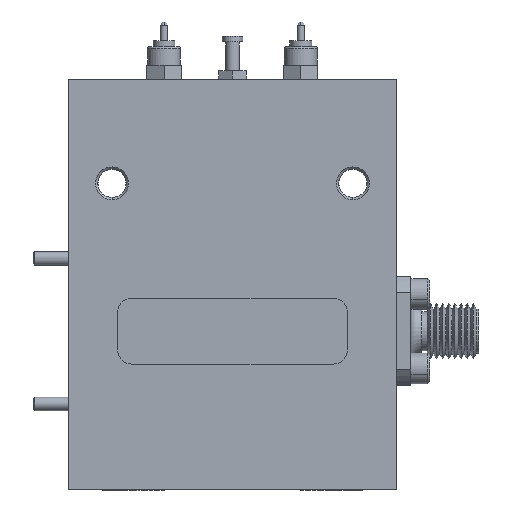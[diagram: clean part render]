
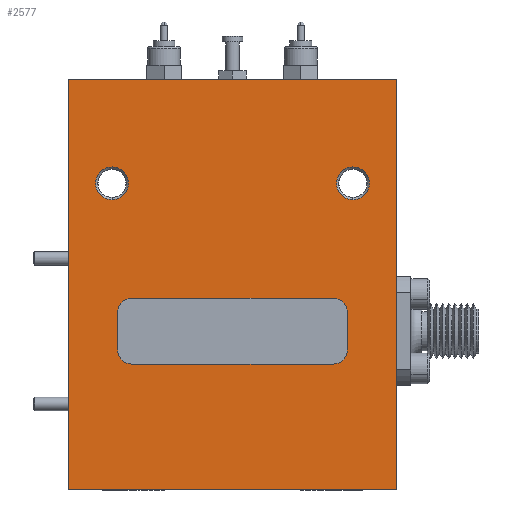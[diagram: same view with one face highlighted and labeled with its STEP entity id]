
A CAD part, front view. The second image highlights one B-rep face of the part: STEP entity #2577.
In plain terms, the highlighted planar face has unit normal (0, -1, 0).
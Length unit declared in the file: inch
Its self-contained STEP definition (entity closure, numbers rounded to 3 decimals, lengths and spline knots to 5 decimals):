
#187 = EDGE_LOOP ( 'NONE', ( #9024, #8900, #9006, #9062, #9007, #8906, #8990, #8880 ) ) ;
#197 = EDGE_LOOP ( 'NONE', ( #9049, #8907 ) ) ;
#224 = EDGE_LOOP ( 'NONE', ( #9031, #9032 ) ) ;
#238 = EDGE_LOOP ( 'NONE', ( #9071, #8873, #9016, #8895 ) ) ;
#583 = EDGE_CURVE ( 'NONE', #1864, #1893, #11606, .T. ) ;
#591 = EDGE_CURVE ( 'NONE', #1863, #1878, #11674, .T. ) ;
#597 = EDGE_CURVE ( 'NONE', #1870, #1863, #11678, .T. ) ;
#605 = EDGE_CURVE ( 'NONE', #1879, #1855, #11666, .T. ) ;
#612 = EDGE_CURVE ( 'NONE', #1855, #1871, #11637, .T. ) ;
#617 = EDGE_CURVE ( 'NONE', #1799, #1797, #11789, .T. ) ;
#622 = EDGE_CURVE ( 'NONE', #1878, #1884, #11791, .T. ) ;
#632 = EDGE_CURVE ( 'NONE', #1845, #1858, #11762, .T. ) ;
#633 = EDGE_CURVE ( 'NONE', #1858, #1879, #11753, .T. ) ;
#642 = EDGE_CURVE ( 'NONE', #1798, #1781, #11768, .T. ) ;
#1101 = EDGE_CURVE ( 'NONE', #1781, #1798, #14081, .T. ) ;
#1122 = EDGE_CURVE ( 'NONE', #1797, #1799, #14093, .T. ) ;
#1131 = EDGE_CURVE ( 'NONE', #1868, #1845, #14082, .T. ) ;
#1136 = EDGE_CURVE ( 'NONE', #1893, #1868, #14154, .T. ) ;
#1137 = EDGE_CURVE ( 'NONE', #1871, #1864, #14126, .T. ) ;
#1140 = EDGE_CURVE ( 'NONE', #1884, #1870, #14123, .T. ) ;
#1781 = VERTEX_POINT ( 'NONE', #16020 ) ;
#1797 = VERTEX_POINT ( 'NONE', #16022 ) ;
#1798 = VERTEX_POINT ( 'NONE', #15994 ) ;
#1799 = VERTEX_POINT ( 'NONE', #15995 ) ;
#1845 = VERTEX_POINT ( 'NONE', #16047 ) ;
#1849 = CARTESIAN_POINT ( 'NONE',  ( 0.46, -0.6, 0.085 ) ) ;
#1852 = DIRECTION ( 'NONE',  ( 0., -1., 0. ) ) ;
#1855 = VERTEX_POINT ( 'NONE', #16063 ) ;
#1857 = DIRECTION ( 'NONE',  ( 0., 0., -1. ) ) ;
#1858 = VERTEX_POINT ( 'NONE', #16049 ) ;
#1863 = VERTEX_POINT ( 'NONE', #16065 ) ;
#1864 = VERTEX_POINT ( 'NONE', #16038 ) ;
#1868 = VERTEX_POINT ( 'NONE', #16054 ) ;
#1870 = VERTEX_POINT ( 'NONE', #16066 ) ;
#1871 = VERTEX_POINT ( 'NONE', #16068 ) ;
#1878 = VERTEX_POINT ( 'NONE', #16067 ) ;
#1879 = VERTEX_POINT ( 'NONE', #16025 ) ;
#1884 = VERTEX_POINT ( 'NONE', #16033 ) ;
#1893 = VERTEX_POINT ( 'NONE', #16136 ) ;
#1926 = DIRECTION ( 'NONE',  ( 0., 0., 1. ) ) ;
#1933 = CARTESIAN_POINT ( 'NONE',  ( -0.46, -0.6, -0.15 ) ) ;
#1934 = CARTESIAN_POINT ( 'NONE',  ( -0.75, -0.6, 1.15 ) ) ;
#1939 = DIRECTION ( 'NONE',  ( 1., 0., 0. ) ) ;
#1942 = CARTESIAN_POINT ( 'NONE',  ( -0.75, -0.6, 1.15 ) ) ;
#1959 = DIRECTION ( 'NONE',  ( 0., -1., 0. ) ) ;
#1960 = CARTESIAN_POINT ( 'NONE',  ( 0.75, -0.6, 1.15 ) ) ;
#1973 = DIRECTION ( 'NONE',  ( 1., 0., 0. ) ) ;
#1987 = CARTESIAN_POINT ( 'NONE',  ( 0.46, -0.6, -0.085 ) ) ;
#1991 = DIRECTION ( 'NONE',  ( 0., 0., -1. ) ) ;
#2005 = DIRECTION ( 'NONE',  ( 0., 0., 1. ) ) ;
#2010 = DIRECTION ( 'NONE',  ( 0., 1., 0. ) ) ;
#2013 = CARTESIAN_POINT ( 'NONE',  ( 0.55, -0.6, 0.675 ) ) ;
#2025 = DIRECTION ( 'NONE',  ( 0., 0., -1. ) ) ;
#2033 = CARTESIAN_POINT ( 'NONE',  ( -0.525, -0.6, 0.085 ) ) ;
#2036 = CARTESIAN_POINT ( 'NONE',  ( -0.46, -0.6, -0.085 ) ) ;
#2037 = DIRECTION ( 'NONE',  ( 0., -1., 0. ) ) ;
#2038 = DIRECTION ( 'NONE',  ( 0., 0., -1. ) ) ;
#2043 = DIRECTION ( 'NONE',  ( 0., 0., -1. ) ) ;
#2056 = DIRECTION ( 'NONE',  ( 0., 0., 1. ) ) ;
#2057 = DIRECTION ( 'NONE',  ( 0., 1., 0. ) ) ;
#2082 = CARTESIAN_POINT ( 'NONE',  ( -0.55, -0.6, 0.675 ) ) ;
#2577 = ADVANCED_FACE ( 'NONE', ( #14685, #14640, #14659, #14629 ), #15607, .T. ) ;
#4630 = AXIS2_PLACEMENT_3D ( 'NONE', #15598, #15609, #15610 ) ;
#5781 = AXIS2_PLACEMENT_3D ( 'NONE', #2013, #2010, #2005 ) ;
#5787 = AXIS2_PLACEMENT_3D ( 'NONE', #2082, #2057, #2056 ) ;
#5798 = AXIS2_PLACEMENT_3D ( 'NONE', #1987, #1959, #1991 ) ;
#5835 = AXIS2_PLACEMENT_3D ( 'NONE', #2036, #2037, #2038 ) ;
#5892 = AXIS2_PLACEMENT_3D ( 'NONE', #1849, #1852, #1857 ) ;
#6261 = AXIS2_PLACEMENT_3D ( 'NONE', #13212, #13213, #13219 ) ;
#6272 = AXIS2_PLACEMENT_3D ( 'NONE', #13170, #13156, #13144 ) ;
#6360 = AXIS2_PLACEMENT_3D ( 'NONE', #13274, #13247, #13248 ) ;
#8873 = ORIENTED_EDGE ( 'NONE', *, *, #591, .F. ) ;
#8880 = ORIENTED_EDGE ( 'NONE', *, *, #632, .F. ) ;
#8895 = ORIENTED_EDGE ( 'NONE', *, *, #1140, .F. ) ;
#8900 = ORIENTED_EDGE ( 'NONE', *, *, #1136, .F. ) ;
#8906 = ORIENTED_EDGE ( 'NONE', *, *, #605, .F. ) ;
#8907 = ORIENTED_EDGE ( 'NONE', *, *, #642, .T. ) ;
#8990 = ORIENTED_EDGE ( 'NONE', *, *, #633, .F. ) ;
#9006 = ORIENTED_EDGE ( 'NONE', *, *, #583, .F. ) ;
#9007 = ORIENTED_EDGE ( 'NONE', *, *, #612, .F. ) ;
#9016 = ORIENTED_EDGE ( 'NONE', *, *, #597, .F. ) ;
#9024 = ORIENTED_EDGE ( 'NONE', *, *, #1131, .F. ) ;
#9031 = ORIENTED_EDGE ( 'NONE', *, *, #1122, .T. ) ;
#9032 = ORIENTED_EDGE ( 'NONE', *, *, #617, .T. ) ;
#9049 = ORIENTED_EDGE ( 'NONE', *, *, #1101, .T. ) ;
#9062 = ORIENTED_EDGE ( 'NONE', *, *, #1137, .F. ) ;
#9071 = ORIENTED_EDGE ( 'NONE', *, *, #622, .F. ) ;
#11606 = CIRCLE ( 'NONE', #5892, 0.065 ) ;
#11637 = CIRCLE ( 'NONE', #5798, 0.065 ) ;
#11644 = VECTOR ( 'NONE', #1939, 39.37008 ) ;
#11666 = LINE ( 'NONE', #1933, #11672 ) ;
#11672 = VECTOR ( 'NONE', #1973, 39.37008 ) ;
#11674 = LINE ( 'NONE', #1942, #11644 ) ;
#11678 = LINE ( 'NONE', #1934, #11680 ) ;
#11680 = VECTOR ( 'NONE', #1926, 39.37008 ) ;
#11736 = VECTOR ( 'NONE', #2043, 39.37008 ) ;
#11745 = VECTOR ( 'NONE', #2025, 39.37008 ) ;
#11753 = CIRCLE ( 'NONE', #5835, 0.065 ) ;
#11762 = LINE ( 'NONE', #2033, #11736 ) ;
#11768 = CIRCLE ( 'NONE', #5787, 0.075 ) ;
#11789 = CIRCLE ( 'NONE', #5781, 0.075 ) ;
#11791 = LINE ( 'NONE', #1960, #11745 ) ;
#13144 = DIRECTION ( 'NONE',  ( 0., 0., 1. ) ) ;
#13156 = DIRECTION ( 'NONE',  ( 0., 1., 0. ) ) ;
#13170 = CARTESIAN_POINT ( 'NONE',  ( -0.55, -0.6, 0.675 ) ) ;
#13212 = CARTESIAN_POINT ( 'NONE',  ( 0.55, -0.6, 0.675 ) ) ;
#13213 = DIRECTION ( 'NONE',  ( 0., 1., 0. ) ) ;
#13219 = DIRECTION ( 'NONE',  ( 0., 0., 1. ) ) ;
#13241 = DIRECTION ( 'NONE',  ( -1., 0., 0. ) ) ;
#13247 = DIRECTION ( 'NONE',  ( 0., -1., 0. ) ) ;
#13248 = DIRECTION ( 'NONE',  ( 0., 0., -1. ) ) ;
#13252 = CARTESIAN_POINT ( 'NONE',  ( 0.525, -0.6, -0.085 ) ) ;
#13262 = CARTESIAN_POINT ( 'NONE',  ( -0.75, -0.6, -0.725 ) ) ;
#13268 = CARTESIAN_POINT ( 'NONE',  ( 0.46, -0.6, 0.15 ) ) ;
#13274 = CARTESIAN_POINT ( 'NONE',  ( -0.46, -0.6, 0.085 ) ) ;
#13280 = DIRECTION ( 'NONE',  ( -1., 0., 0. ) ) ;
#13281 = DIRECTION ( 'NONE',  ( 0., 0., 1. ) ) ;
#14081 = CIRCLE ( 'NONE', #6272, 0.075 ) ;
#14082 = CIRCLE ( 'NONE', #6360, 0.065 ) ;
#14093 = CIRCLE ( 'NONE', #6261, 0.075 ) ;
#14123 = LINE ( 'NONE', #13262, #14139 ) ;
#14126 = LINE ( 'NONE', #13252, #14132 ) ;
#14132 = VECTOR ( 'NONE', #13281, 39.37008 ) ;
#14139 = VECTOR ( 'NONE', #13241, 39.37008 ) ;
#14154 = LINE ( 'NONE', #13268, #14177 ) ;
#14177 = VECTOR ( 'NONE', #13280, 39.37008 ) ;
#14629 = FACE_OUTER_BOUND ( 'NONE', #238, .T. ) ;
#14640 = FACE_BOUND ( 'NONE', #197, .T. ) ;
#14659 = FACE_BOUND ( 'NONE', #224, .T. ) ;
#14685 = FACE_BOUND ( 'NONE', #187, .T. ) ;
#15598 = CARTESIAN_POINT ( 'NONE',  ( 0.75, -0.6, -0.725 ) ) ;
#15607 = PLANE ( 'NONE',  #4630 ) ;
#15609 = DIRECTION ( 'NONE',  ( 0., -1., 0. ) ) ;
#15610 = DIRECTION ( 'NONE',  ( 0., 0., -1. ) ) ;
#15994 = CARTESIAN_POINT ( 'NONE',  ( -0.55, -0.6, 0.75 ) ) ;
#15995 = CARTESIAN_POINT ( 'NONE',  ( 0.55, -0.6, 0.75 ) ) ;
#16020 = CARTESIAN_POINT ( 'NONE',  ( -0.55, -0.6, 0.6 ) ) ;
#16022 = CARTESIAN_POINT ( 'NONE',  ( 0.55, -0.6, 0.6 ) ) ;
#16025 = CARTESIAN_POINT ( 'NONE',  ( -0.46, -0.6, -0.15 ) ) ;
#16033 = CARTESIAN_POINT ( 'NONE',  ( 0.75, -0.6, -0.725 ) ) ;
#16038 = CARTESIAN_POINT ( 'NONE',  ( 0.525, -0.6, 0.085 ) ) ;
#16047 = CARTESIAN_POINT ( 'NONE',  ( -0.525, -0.6, 0.085 ) ) ;
#16049 = CARTESIAN_POINT ( 'NONE',  ( -0.525, -0.6, -0.085 ) ) ;
#16054 = CARTESIAN_POINT ( 'NONE',  ( -0.46, -0.6, 0.15 ) ) ;
#16063 = CARTESIAN_POINT ( 'NONE',  ( 0.46, -0.6, -0.15 ) ) ;
#16065 = CARTESIAN_POINT ( 'NONE',  ( -0.75, -0.6, 1.15 ) ) ;
#16066 = CARTESIAN_POINT ( 'NONE',  ( -0.75, -0.6, -0.725 ) ) ;
#16067 = CARTESIAN_POINT ( 'NONE',  ( 0.75, -0.6, 1.15 ) ) ;
#16068 = CARTESIAN_POINT ( 'NONE',  ( 0.525, -0.6, -0.085 ) ) ;
#16136 = CARTESIAN_POINT ( 'NONE',  ( 0.46, -0.6, 0.15 ) ) ;
